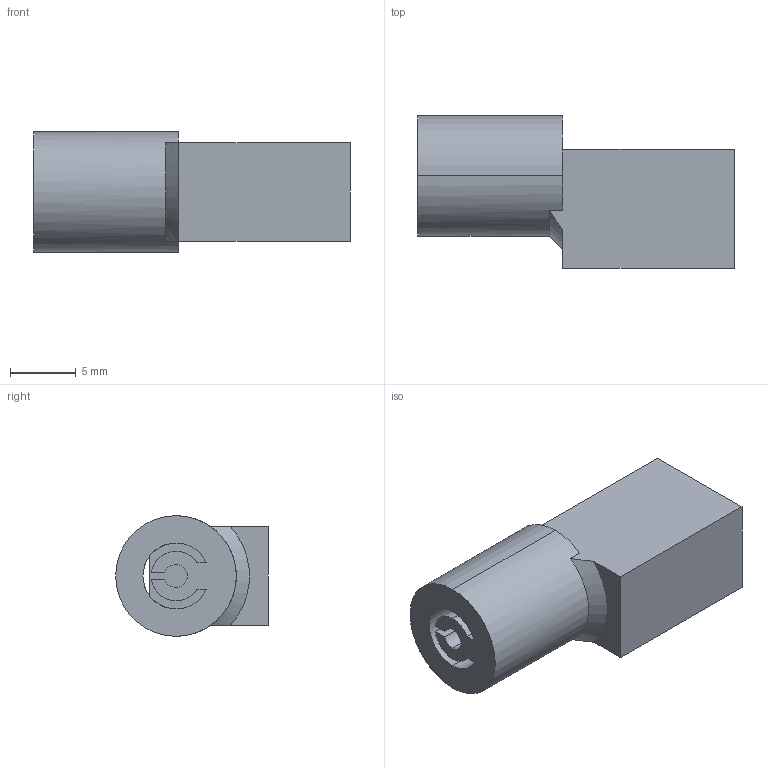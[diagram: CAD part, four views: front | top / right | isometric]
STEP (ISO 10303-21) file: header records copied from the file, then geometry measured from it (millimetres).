
FILE_DESCRIPTION (( 'STEP AP214' ), '1' );
FILE_NAME ('FOport-IFE98-IFD97.STEP', '2021-11-12T08:36:33', ( '' ), ( '' ), 'SwSTEP 2.0', 'SolidWorks 2021', '' );
FILE_SCHEMA (( 'AUTOMOTIVE_DESIGN' ));
Length unit declared in the file: millimetre
Products named in the file (1): FOport-IFE98-IFD97
Bounding box: 24 x 11.57 x 9.14 mm (x, y, z)
Volume: 1491.3 mm3; surface area: 1259.4 mm2
Topology: 1 solids, 1 shells, 25 faces, 70 edges, 46 vertices
Faces by surface type: plane 13, cylinder 11, cone 1
Entity records: 921 total; most frequent: CARTESIAN_POINT 148, DIRECTION 147, ORIENTED_EDGE 140, EDGE_CURVE 70, AXIS2_PLACEMENT_3D 53, VERTEX_POINT 46, LINE 41, VECTOR 41
